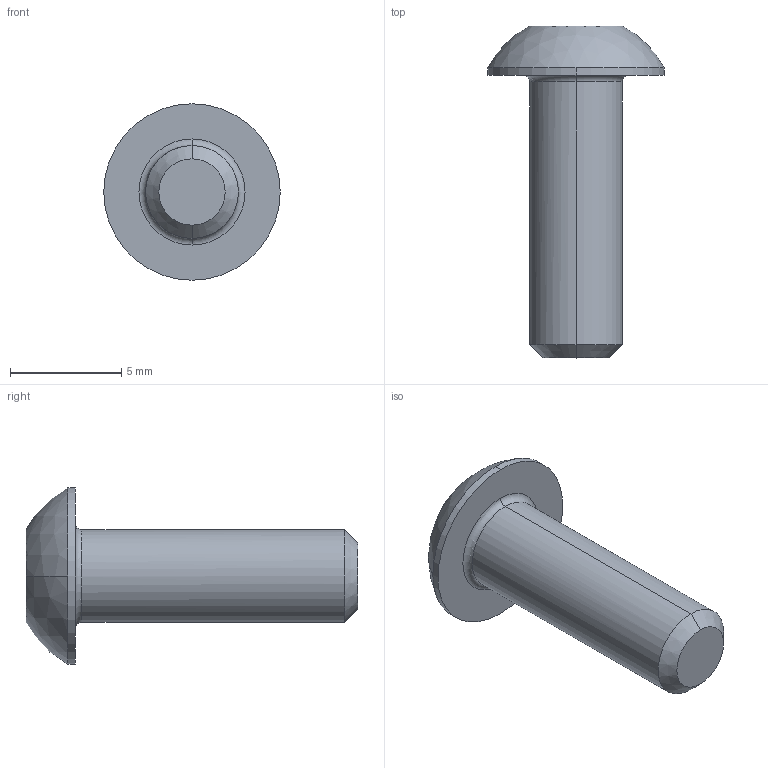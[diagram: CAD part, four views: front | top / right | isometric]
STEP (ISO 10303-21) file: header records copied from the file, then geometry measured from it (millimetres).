
FILE_DESCRIPTION (( 'STEP AP214' ), '1' );
FILE_NAME ('276-5007-001 Rev3.STEP', '2016-05-10T22:18:27', ( '' ), ( '' ), 'SwSTEP 2.0', 'SolidWorks 2015', '' );
FILE_SCHEMA (( 'AUTOMOTIVE_DESIGN' ));
Length unit declared in the file: millimetre
Products named in the file (1): 276-5007-001 Rev3
Bounding box: 7.92 x 14.91 x 7.92 mm (x, y, z)
Volume: 239.2 mm3; surface area: 300.3 mm2
Topology: 1 solids, 1 shells, 37 faces, 93 edges, 58 vertices
Faces by surface type: cylinder 19, cone 11, plane 3, torus 2, sphere 2
Entity records: 1274 total; most frequent: CARTESIAN_POINT 416, ORIENTED_EDGE 182, DIRECTION 156, EDGE_CURVE 91, AXIS2_PLACEMENT_3D 66, VERTEX_POINT 58, B_SPLINE_CURVE_WITH_KNOTS 39, EDGE_LOOP 39
